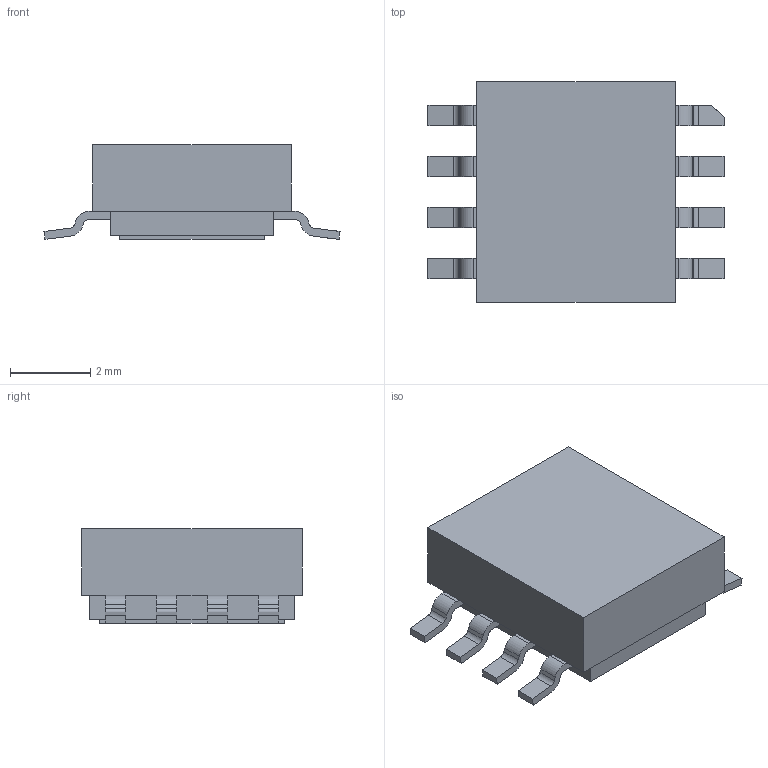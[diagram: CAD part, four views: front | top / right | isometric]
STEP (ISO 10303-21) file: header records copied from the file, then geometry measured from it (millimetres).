
FILE_DESCRIPTION((''),'2;1');
FILE_NAME('NXP_SOT409A.stp','2010-05-31T10:31:57',(''),(''),'Mechanical Desktop 2010','Mechanical Desktop 2010',', , ');
FILE_SCHEMA(('AUTOMOTIVE_DESIGN { 1 2 10303 214 1 1 1 1 }'));
Length unit declared in the file: millimetre
Products named in the file (1): Product
Bounding box: 7.37 x 5.49 x 2.36 mm (x, y, z)
Volume: 60.5 mm3; surface area: 198.1 mm2
Topology: 11 solids, 11 shells, 131 faces, 327 edges, 218 vertices
Faces by surface type: plane 99, cylinder 32
Entity records: 3934 total; most frequent: CARTESIAN_POINT 677, DIRECTION 655, ORIENTED_EDGE 654, EDGE_CURVE 327, VECTOR 263, LINE 263, VERTEX_POINT 218, AXIS2_PLACEMENT_3D 196
